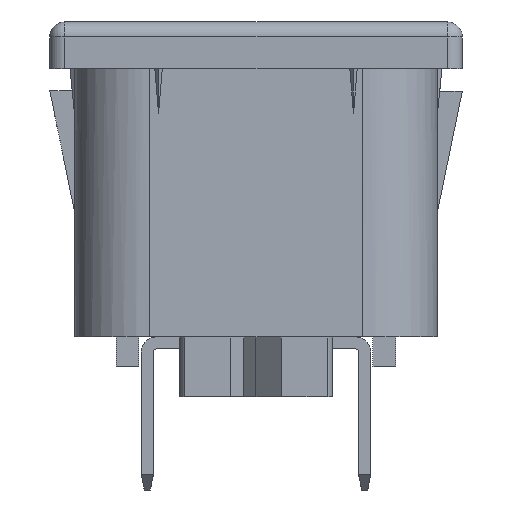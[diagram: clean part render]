
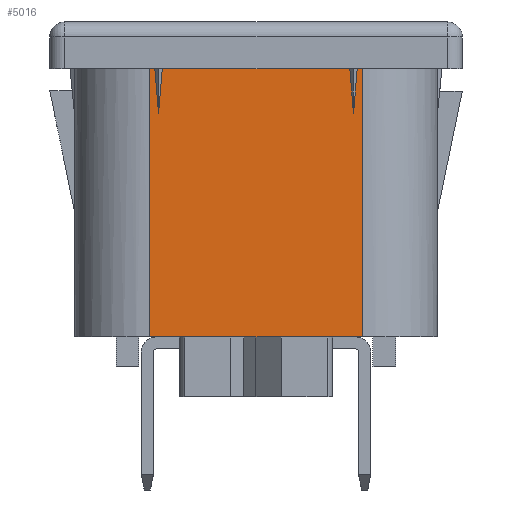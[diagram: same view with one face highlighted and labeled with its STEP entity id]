
A CAD part, left-side view. The second image highlights one B-rep face of the part: STEP entity #5016.
In plain terms, the highlighted planar face has unit normal (-1, 0, 0).
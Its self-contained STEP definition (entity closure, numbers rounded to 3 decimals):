
#8 = CARTESIAN_POINT ( 'NONE',  ( -17.218, -5.448, -6.1 ) ) ;
#9 = CARTESIAN_POINT ( 'NONE',  ( -17.218, -5.365, -5.1 ) ) ;
#49 = CARTESIAN_POINT ( 'NONE',  ( -17.218, -5.281, -4.1 ) ) ;
#50 = CARTESIAN_POINT ( 'NONE',  ( -17.218, -5.198, -3.1 ) ) ;
#70 = B_SPLINE_CURVE_WITH_KNOTS ( 'NONE', 3,
 ( #50, #49, #9, #8 ),
 .UNSPECIFIED., .F., .F.,
 ( 4, 4 ),
 ( 0., 1. ),
 .UNSPECIFIED. ) ;
#73 = DIRECTION ( 'NONE',  ( 0., 1., 0. ) ) ;
#74 = VECTOR ( 'NONE', #73, 1000. ) ;
#75 = CARTESIAN_POINT ( 'NONE',  ( -17.218, 8.152, -3.1 ) ) ;
#76 = LINE ( 'NONE', #75, #74 ) ;
#2473 = CARTESIAN_POINT ( 'NONE',  ( -17.218, -6.048, -21. ) ) ;
#2558 = DIRECTION ( 'NONE',  ( 0., 0., 1. ) ) ;
#2559 = VECTOR ( 'NONE', #2558, 1000. ) ;
#2564 = LINE ( 'NONE', #2605, #2559 ) ;
#2605 = CARTESIAN_POINT ( 'NONE',  ( -17.218, -6.048, -21. ) ) ;
#2606 = CARTESIAN_POINT ( 'NONE',  ( -17.218, -6.048, -3.1 ) ) ;
#2640 = CARTESIAN_POINT ( 'NONE',  ( -17.218, 8.152, -3.1 ) ) ;
#2641 = LINE ( 'NONE', #2640, #2784 ) ;
#2644 = PLANE ( 'NONE',  #2719 ) ;
#2675 = CARTESIAN_POINT ( 'NONE',  ( -17.218, -5.698, -3.1 ) ) ;
#2676 = CARTESIAN_POINT ( 'NONE',  ( -17.218, -5.615, -4.1 ) ) ;
#2677 = CARTESIAN_POINT ( 'NONE',  ( -17.218, -5.531, -5.1 ) ) ;
#2678 = CARTESIAN_POINT ( 'NONE',  ( -17.218, -5.448, -6.1 ) ) ;
#2681 = CARTESIAN_POINT ( 'NONE',  ( -17.218, -5.698, -3.1 ) ) ;
#2695 = CARTESIAN_POINT ( 'NONE',  ( -17.218, 7.802, -3.1 ) ) ;
#2696 = CARTESIAN_POINT ( 'NONE',  ( -17.218, 7.719, -4.1 ) ) ;
#2697 = CARTESIAN_POINT ( 'NONE',  ( -17.218, 7.635, -5.1 ) ) ;
#2698 = CARTESIAN_POINT ( 'NONE',  ( -17.218, 7.552, -6.1 ) ) ;
#2700 = CARTESIAN_POINT ( 'NONE',  ( -17.218, 7.302, -3.1 ) ) ;
#2702 = CARTESIAN_POINT ( 'NONE',  ( -17.218, 7.552, -6.1 ) ) ;
#2703 = CARTESIAN_POINT ( 'NONE',  ( -17.218, 7.469, -5.1 ) ) ;
#2704 = CARTESIAN_POINT ( 'NONE',  ( -17.218, 7.385, -4.1 ) ) ;
#2705 = CARTESIAN_POINT ( 'NONE',  ( -17.218, 7.302, -3.1 ) ) ;
#2706 = B_SPLINE_CURVE_WITH_KNOTS ( 'NONE', 3,
 ( #2698, #2697, #2696, #2695 ),
 .UNSPECIFIED., .F., .F.,
 ( 4, 4 ),
 ( 0., 1. ),
 .UNSPECIFIED. ) ;
#2707 = CARTESIAN_POINT ( 'NONE',  ( -17.218, 7.802, -3.1 ) ) ;
#2708 = B_SPLINE_CURVE_WITH_KNOTS ( 'NONE', 3,
 ( #2705, #2704, #2703, #2702 ),
 .UNSPECIFIED., .F., .F.,
 ( 4, 4 ),
 ( 0., 1. ),
 .UNSPECIFIED. ) ;
#2709 = FACE_OUTER_BOUND ( 'NONE', #5022, .T. ) ;
#2712 = CARTESIAN_POINT ( 'NONE',  ( -17.218, 7.552, -6.1 ) ) ;
#2719 = AXIS2_PLACEMENT_3D ( 'NONE', #2790, #2789, #2788 ) ;
#2755 = DIRECTION ( 'NONE',  ( 0., 0., 1. ) ) ;
#2756 = VECTOR ( 'NONE', #2755, 1000. ) ;
#2773 = B_SPLINE_CURVE_WITH_KNOTS ( 'NONE', 3,
 ( #2678, #2677, #2676, #2675 ),
 .UNSPECIFIED., .F., .F.,
 ( 4, 4 ),
 ( 0., 1. ),
 .UNSPECIFIED. ) ;
#2783 = DIRECTION ( 'NONE',  ( 0., 1., 0. ) ) ;
#2784 = VECTOR ( 'NONE', #2783, 1000. ) ;
#2788 = DIRECTION ( 'NONE',  ( 0., 0., -1. ) ) ;
#2789 = DIRECTION ( 'NONE',  ( 1., 0., 0. ) ) ;
#2790 = CARTESIAN_POINT ( 'NONE',  ( -17.218, 8.152, -21. ) ) ;
#2827 = CARTESIAN_POINT ( 'NONE',  ( -17.218, 8.152, -21. ) ) ;
#2828 = LINE ( 'NONE', #2827, #2756 ) ;
#4475 = VERTEX_POINT ( 'NONE', #10391 ) ;
#4519 = EDGE_CURVE ( 'NONE', #5946, #4475, #10332, .T. ) ;
#4869 = EDGE_CURVE ( 'NONE', #5983, #5024, #11432, .T. ) ;
#4891 = ORIENTED_EDGE ( 'NONE', *, *, #5009, .T. ) ;
#4892 = ORIENTED_EDGE ( 'NONE', *, *, #5959, .T. ) ;
#4893 = ORIENTED_EDGE ( 'NONE', *, *, #4869, .T. ) ;
#4894 = ORIENTED_EDGE ( 'NONE', *, *, #4519, .F. ) ;
#4901 = VERTEX_POINT ( 'NONE', #11302 ) ;
#4917 = ORIENTED_EDGE ( 'NONE', *, *, #5053, .F. ) ;
#4951 = VERTEX_POINT ( 'NONE', #6884 ) ;
#4979 = VERTEX_POINT ( 'NONE', #6795 ) ;
#5001 = ORIENTED_EDGE ( 'NONE', *, *, #5004, .T. ) ;
#5002 = ORIENTED_EDGE ( 'NONE', *, *, #5070, .F. ) ;
#5004 = EDGE_CURVE ( 'NONE', #5015, #5007, #2708, .T. ) ;
#5007 = VERTEX_POINT ( 'NONE', #2712 ) ;
#5009 = EDGE_CURVE ( 'NONE', #5007, #5011, #2706, .T. ) ;
#5011 = VERTEX_POINT ( 'NONE', #2707 ) ;
#5015 = VERTEX_POINT ( 'NONE', #2700 ) ;
#5016 = ADVANCED_FACE ( 'NONE', ( #2709 ), #2644, .F. ) ;
#5017 = ORIENTED_EDGE ( 'NONE', *, *, #5019, .T. ) ;
#5018 = ORIENTED_EDGE ( 'NONE', *, *, #5023, .F. ) ;
#5019 = EDGE_CURVE ( 'NONE', #4951, #5015, #2641, .T. ) ;
#5020 = ORIENTED_EDGE ( 'NONE', *, *, #5071, .T. ) ;
#5022 = EDGE_LOOP ( 'NONE', ( #5018, #5002, #5017, #5001, #4891, #5020, #4917, #4894, #4892, #4893 ) ) ;
#5023 = EDGE_CURVE ( 'NONE', #4979, #5024, #2773, .T. ) ;
#5024 = VERTEX_POINT ( 'NONE', #2681 ) ;
#5053 = EDGE_CURVE ( 'NONE', #4475, #4901, #2828, .T. ) ;
#5070 = EDGE_CURVE ( 'NONE', #4951, #4979, #70, .T. ) ;
#5071 = EDGE_CURVE ( 'NONE', #5011, #4901, #76, .T. ) ;
#5946 = VERTEX_POINT ( 'NONE', #2473 ) ;
#5959 = EDGE_CURVE ( 'NONE', #5946, #5983, #2564, .T. ) ;
#5983 = VERTEX_POINT ( 'NONE', #2606 ) ;
#6795 = CARTESIAN_POINT ( 'NONE',  ( -17.218, -5.448, -6.1 ) ) ;
#6884 = CARTESIAN_POINT ( 'NONE',  ( -17.218, -5.198, -3.1 ) ) ;
#10324 = DIRECTION ( 'NONE',  ( 0., 1., 0. ) ) ;
#10325 = CARTESIAN_POINT ( 'NONE',  ( -17.218, 8.152, -21. ) ) ;
#10332 = LINE ( 'NONE', #10325, #10345 ) ;
#10345 = VECTOR ( 'NONE', #10324, 1000. ) ;
#10391 = CARTESIAN_POINT ( 'NONE',  ( -17.218, 8.152, -21. ) ) ;
#11302 = CARTESIAN_POINT ( 'NONE',  ( -17.218, 8.152, -3.1 ) ) ;
#11429 = DIRECTION ( 'NONE',  ( 0., 1., 0. ) ) ;
#11430 = VECTOR ( 'NONE', #11429, 1000. ) ;
#11431 = CARTESIAN_POINT ( 'NONE',  ( -17.218, 8.152, -3.1 ) ) ;
#11432 = LINE ( 'NONE', #11431, #11430 ) ;
